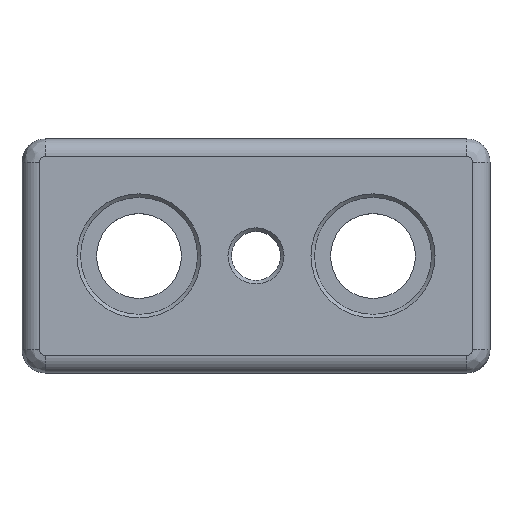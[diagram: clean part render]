
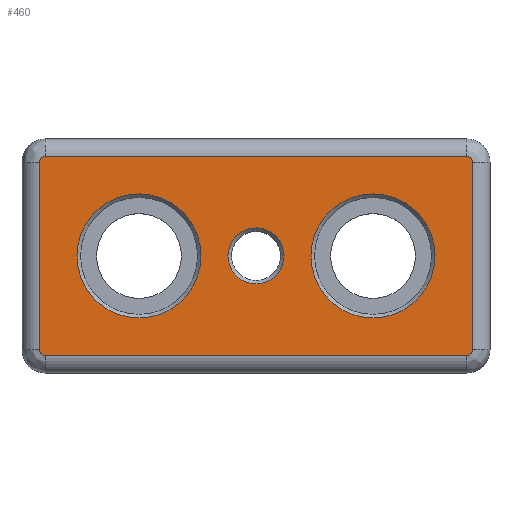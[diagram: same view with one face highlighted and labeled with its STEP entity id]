
A CAD part, top view. The second image highlights one B-rep face of the part: STEP entity #460.
In plain terms, the highlighted planar face has unit normal (0, 0, 1).
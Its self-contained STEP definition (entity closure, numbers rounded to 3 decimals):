
#32=FACE_BOUND('',#78,.T.);
#33=FACE_BOUND('',#79,.T.);
#34=FACE_BOUND('',#80,.T.);
#40=PLANE('',#511);
#49=FACE_OUTER_BOUND('',#77,.T.);
#77=EDGE_LOOP('',(#325,#326,#327,#328,#329,#330,#331,#332));
#78=EDGE_LOOP('',(#333));
#79=EDGE_LOOP('',(#334));
#80=EDGE_LOOP('',(#335));
#113=LINE('',#743,#141);
#114=LINE('',#747,#142);
#115=LINE('',#751,#143);
#116=LINE('',#754,#144);
#141=VECTOR('',#586,10.);
#142=VECTOR('',#589,10.);
#143=VECTOR('',#592,10.);
#144=VECTOR('',#595,10.);
#168=CIRCLE('',#508,10.6);
#171=CIRCLE('',#512,1.);
#172=CIRCLE('',#513,1.);
#173=CIRCLE('',#514,1.);
#174=CIRCLE('',#515,1.);
#175=CIRCLE('',#516,4.788);
#176=CIRCLE('',#517,10.6);
#208=VERTEX_POINT('',#731);
#211=VERTEX_POINT('',#739);
#212=VERTEX_POINT('',#740);
#213=VERTEX_POINT('',#742);
#214=VERTEX_POINT('',#744);
#215=VERTEX_POINT('',#746);
#216=VERTEX_POINT('',#748);
#217=VERTEX_POINT('',#750);
#218=VERTEX_POINT('',#752);
#219=VERTEX_POINT('',#755);
#220=VERTEX_POINT('',#757);
#252=EDGE_CURVE('',#208,#208,#168,.T.);
#256=EDGE_CURVE('',#211,#212,#171,.T.);
#257=EDGE_CURVE('',#213,#211,#113,.T.);
#258=EDGE_CURVE('',#214,#213,#172,.T.);
#259=EDGE_CURVE('',#215,#214,#114,.T.);
#260=EDGE_CURVE('',#216,#215,#173,.T.);
#261=EDGE_CURVE('',#217,#216,#115,.T.);
#262=EDGE_CURVE('',#218,#217,#174,.T.);
#263=EDGE_CURVE('',#212,#218,#116,.T.);
#264=EDGE_CURVE('',#219,#219,#175,.T.);
#265=EDGE_CURVE('',#220,#220,#176,.T.);
#325=ORIENTED_EDGE('',*,*,#256,.F.);
#326=ORIENTED_EDGE('',*,*,#257,.F.);
#327=ORIENTED_EDGE('',*,*,#258,.F.);
#328=ORIENTED_EDGE('',*,*,#259,.F.);
#329=ORIENTED_EDGE('',*,*,#260,.F.);
#330=ORIENTED_EDGE('',*,*,#261,.F.);
#331=ORIENTED_EDGE('',*,*,#262,.F.);
#332=ORIENTED_EDGE('',*,*,#263,.F.);
#333=ORIENTED_EDGE('',*,*,#264,.F.);
#334=ORIENTED_EDGE('',*,*,#265,.F.);
#335=ORIENTED_EDGE('',*,*,#252,.F.);
#460=ADVANCED_FACE('',(#49,#32,#33,#34),#40,.T.);
#508=AXIS2_PLACEMENT_3D('',#732,#575,#576);
#511=AXIS2_PLACEMENT_3D('',#738,#582,#583);
#512=AXIS2_PLACEMENT_3D('',#741,#584,#585);
#513=AXIS2_PLACEMENT_3D('',#745,#587,#588);
#514=AXIS2_PLACEMENT_3D('',#749,#590,#591);
#515=AXIS2_PLACEMENT_3D('',#753,#593,#594);
#516=AXIS2_PLACEMENT_3D('',#756,#596,#597);
#517=AXIS2_PLACEMENT_3D('',#758,#598,#599);
#575=DIRECTION('center_axis',(0.,0.,1.));
#576=DIRECTION('ref_axis',(-1.,0.,0.));
#582=DIRECTION('center_axis',(0.,0.,1.));
#583=DIRECTION('ref_axis',(1.,0.,0.));
#584=DIRECTION('center_axis',(0.,0.,-1.));
#585=DIRECTION('ref_axis',(-0.707,0.707,0.));
#586=DIRECTION('',(0.,1.,0.));
#587=DIRECTION('center_axis',(0.,0.,-1.));
#588=DIRECTION('ref_axis',(-0.707,-0.707,0.));
#589=DIRECTION('',(-1.,0.,0.));
#590=DIRECTION('center_axis',(0.,0.,-1.));
#591=DIRECTION('ref_axis',(0.707,-0.707,0.));
#592=DIRECTION('',(0.,-1.,0.));
#593=DIRECTION('center_axis',(0.,0.,-1.));
#594=DIRECTION('ref_axis',(0.707,0.707,0.));
#595=DIRECTION('',(1.,0.,0.));
#596=DIRECTION('center_axis',(0.,0.,1.));
#597=DIRECTION('ref_axis',(-1.,0.,0.));
#598=DIRECTION('center_axis',(0.,0.,1.));
#599=DIRECTION('ref_axis',(-1.,0.,0.));
#731=CARTESIAN_POINT('',(30.6,0.,16.));
#732=CARTESIAN_POINT('Origin',(20.,0.,16.));
#738=CARTESIAN_POINT('Origin',(0.,0.,16.));
#739=CARTESIAN_POINT('',(-37.,16.,16.));
#740=CARTESIAN_POINT('',(-36.,17.,16.));
#741=CARTESIAN_POINT('Origin',(-36.,16.,16.));
#742=CARTESIAN_POINT('',(-37.,-16.,16.));
#743=CARTESIAN_POINT('',(-37.,10.,16.));
#744=CARTESIAN_POINT('',(-36.,-17.,16.));
#745=CARTESIAN_POINT('Origin',(-36.,-16.,16.));
#746=CARTESIAN_POINT('',(36.,-17.,16.));
#747=CARTESIAN_POINT('',(-20.,-17.,16.));
#748=CARTESIAN_POINT('',(37.,-16.,16.));
#749=CARTESIAN_POINT('Origin',(36.,-16.,16.));
#750=CARTESIAN_POINT('',(37.,16.,16.));
#751=CARTESIAN_POINT('',(37.,-10.,16.));
#752=CARTESIAN_POINT('',(36.,17.,16.));
#753=CARTESIAN_POINT('Origin',(36.,16.,16.));
#754=CARTESIAN_POINT('',(20.,17.,16.));
#755=CARTESIAN_POINT('',(4.788,0.,16.));
#756=CARTESIAN_POINT('Origin',(0.,0.,16.));
#757=CARTESIAN_POINT('',(-9.4,0.,16.));
#758=CARTESIAN_POINT('Origin',(-20.,0.,16.));
